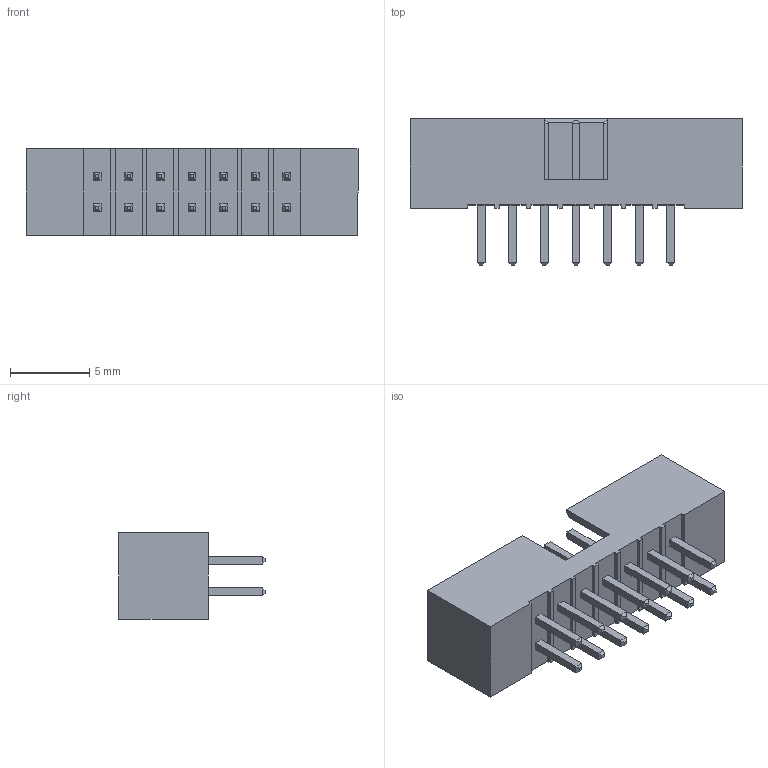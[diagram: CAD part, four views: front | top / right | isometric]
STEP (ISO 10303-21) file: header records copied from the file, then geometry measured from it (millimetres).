
FILE_DESCRIPTION (( 'STEP AP214' ), '1' );
FILE_NAME ('IDC2-14MS (BH2-14).STEP', '2020-11-02T09:22:42', ( 'Elessar' ), ( '' ), 'SwSTEP 2.0', 'SolidWorks 2018', '' );
FILE_SCHEMA (( 'AUTOMOTIVE_DESIGN' ));
Length unit declared in the file: millimetre
Products named in the file (1): IDC2-14MS (BH2-14)
Bounding box: 21 x 9.25 x 5.45 mm (x, y, z)
Volume: 307.7 mm3; surface area: 897.7 mm2
Topology: 1 solids, 1 shells, 299 faces, 691 edges, 422 vertices
Faces by surface type: plane 299
Entity records: 10943 total; most frequent: CARTESIAN_POINT 1413, ORIENTED_EDGE 1382, DIRECTION 1291, EDGE_CURVE 691, LINE 691, VECTOR 691, VERTEX_POINT 422, EDGE_LOOP 327
